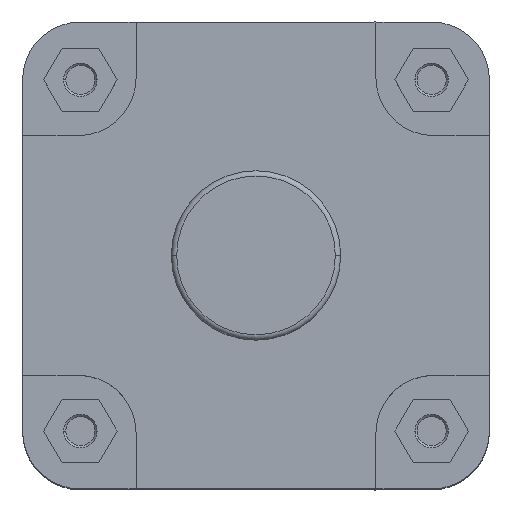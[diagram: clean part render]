
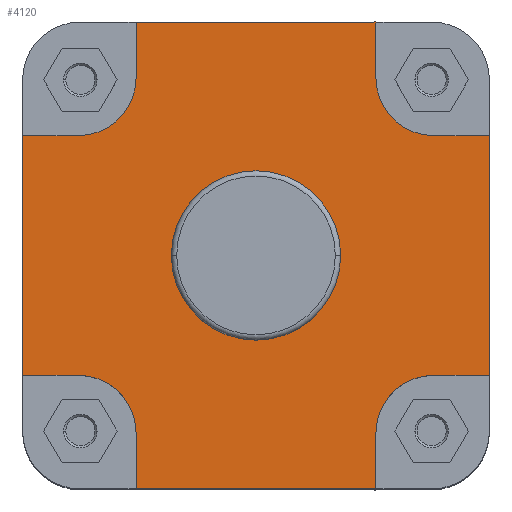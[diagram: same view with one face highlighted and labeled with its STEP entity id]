
A CAD part, top view. The second image highlights one B-rep face of the part: STEP entity #4120.
In plain terms, the highlighted planar face has unit normal (0, 0, 1).
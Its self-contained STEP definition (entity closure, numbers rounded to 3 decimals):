
#69 = VERTEX_POINT ( 'NONE', #488 ) ;
#70 = VERTEX_POINT ( 'NONE', #489 ) ;
#71 = VERTEX_POINT ( 'NONE', #490 ) ;
#73 = VERTEX_POINT ( 'NONE', #492 ) ;
#74 = VERTEX_POINT ( 'NONE', #493 ) ;
#235 = VERTEX_POINT ( 'NONE', #654 ) ;
#243 = VERTEX_POINT ( 'NONE', #666 ) ;
#265 = VERTEX_POINT ( 'NONE', #687 ) ;
#282 = VERTEX_POINT ( 'NONE', #704 ) ;
#283 = VERTEX_POINT ( 'NONE', #705 ) ;
#293 = VERTEX_POINT ( 'NONE', #715 ) ;
#300 = VERTEX_POINT ( 'NONE', #722 ) ;
#302 = VERTEX_POINT ( 'NONE', #724 ) ;
#306 = VERTEX_POINT ( 'NONE', #728 ) ;
#315 = VERTEX_POINT ( 'NONE', #737 ) ;
#319 = VERTEX_POINT ( 'NONE', #741 ) ;
#320 = VERTEX_POINT ( 'NONE', #742 ) ;
#329 = VERTEX_POINT ( 'NONE', #749 ) ;
#488 = CARTESIAN_POINT ( 'NONE',  ( -83.75, 56.5, -65.368 ) ) ;
#489 = CARTESIAN_POINT ( 'NONE',  ( -56.5, 83.75, -65.368 ) ) ;
#490 = CARTESIAN_POINT ( 'NONE',  ( 56.5, 110., -65.368 ) ) ;
#492 = CARTESIAN_POINT ( 'NONE',  ( -56.5, 110., -65.368 ) ) ;
#493 = CARTESIAN_POINT ( 'NONE',  ( 56.5, 83.75, -65.368 ) ) ;
#654 = CARTESIAN_POINT ( 'NONE',  ( -39.9, 0., -65.368 ) ) ;
#666 = CARTESIAN_POINT ( 'NONE',  ( 39.9, 0., -65.368 ) ) ;
#687 = CARTESIAN_POINT ( 'NONE',  ( -110., 56.5, -65.368 ) ) ;
#704 = CARTESIAN_POINT ( 'NONE',  ( -56.5, -110., -65.368 ) ) ;
#705 = CARTESIAN_POINT ( 'NONE',  ( 56.5, -83.75, -65.368 ) ) ;
#715 = CARTESIAN_POINT ( 'NONE',  ( 83.75, -56.5, -65.368 ) ) ;
#722 = CARTESIAN_POINT ( 'NONE',  ( 110., -56.5, -65.368 ) ) ;
#724 = CARTESIAN_POINT ( 'NONE',  ( 110., 56.5, -65.368 ) ) ;
#728 = CARTESIAN_POINT ( 'NONE',  ( -110., -56.5, -65.368 ) ) ;
#737 = CARTESIAN_POINT ( 'NONE',  ( -56.5, -83.75, -65.368 ) ) ;
#741 = CARTESIAN_POINT ( 'NONE',  ( 83.75, 56.5, -65.368 ) ) ;
#742 = CARTESIAN_POINT ( 'NONE',  ( -83.75, -56.5, -65.368 ) ) ;
#749 = CARTESIAN_POINT ( 'NONE',  ( 56.5, -110., -65.368 ) ) ;
#822 = CARTESIAN_POINT ( 'NONE',  ( -83.75, 56.5, -65.368 ) ) ;
#862 = DIRECTION ( 'NONE',  ( 1., 0., 0. ) ) ;
#1713 = EDGE_LOOP ( 'NONE', ( #2168, #2167, #2166, #2165, #2164, #2163, #2162, #2161, #2160, #2159, #2158, #2157, #2156, #2155, #2154, #2153 ) ) ;
#2153 = ORIENTED_EDGE ( 'NONE', *, *, #2955, .F. ) ;
#2154 = ORIENTED_EDGE ( 'NONE', *, *, #3408, .F. ) ;
#2155 = ORIENTED_EDGE ( 'NONE', *, *, #3298, .F. ) ;
#2156 = ORIENTED_EDGE ( 'NONE', *, *, #3382, .F. ) ;
#2157 = ORIENTED_EDGE ( 'NONE', *, *, #3319, .F. ) ;
#2158 = ORIENTED_EDGE ( 'NONE', *, *, #3342, .F. ) ;
#2159 = ORIENTED_EDGE ( 'NONE', *, *, #3402, .F. ) ;
#2160 = ORIENTED_EDGE ( 'NONE', *, *, #3383, .F. ) ;
#2161 = ORIENTED_EDGE ( 'NONE', *, *, #3397, .F. ) ;
#2162 = ORIENTED_EDGE ( 'NONE', *, *, #3378, .F. ) ;
#2163 = ORIENTED_EDGE ( 'NONE', *, *, #3384, .F. ) ;
#2164 = ORIENTED_EDGE ( 'NONE', *, *, #3385, .T. ) ;
#2165 = ORIENTED_EDGE ( 'NONE', *, *, #3390, .F. ) ;
#2166 = ORIENTED_EDGE ( 'NONE', *, *, #3386, .F. ) ;
#2167 = ORIENTED_EDGE ( 'NONE', *, *, #3388, .F. ) ;
#2168 = ORIENTED_EDGE ( 'NONE', *, *, #3387, .T. ) ;
#2169 = ORIENTED_EDGE ( 'NONE', *, *, #3389, .F. ) ;
#2170 = ORIENTED_EDGE ( 'NONE', *, *, #3323, .F. ) ;
#2955 = EDGE_CURVE ( 'NONE', #265, #69, #4220, .T. ) ;
#3298 = EDGE_CURVE ( 'NONE', #70, #73, #4755, .T. ) ;
#3319 = EDGE_CURVE ( 'NONE', #71, #74, #4799, .T. ) ;
#3323 = EDGE_CURVE ( 'NONE', #243, #235, #4807, .T. ) ;
#3342 = EDGE_CURVE ( 'NONE', #74, #319, #4842, .T. ) ;
#3378 = EDGE_CURVE ( 'NONE', #293, #283, #4905, .T. ) ;
#3382 = EDGE_CURVE ( 'NONE', #73, #71, #4904, .T. ) ;
#3383 = EDGE_CURVE ( 'NONE', #302, #300, #4909, .T. ) ;
#3384 = EDGE_CURVE ( 'NONE', #283, #329, #4913, .T. ) ;
#3385 = EDGE_CURVE ( 'NONE', #282, #329, #4902, .T. ) ;
#3386 = EDGE_CURVE ( 'NONE', #315, #320, #4920, .T. ) ;
#3387 = EDGE_CURVE ( 'NONE', #265, #306, #4916, .T. ) ;
#3388 = EDGE_CURVE ( 'NONE', #320, #306, #4921, .T. ) ;
#3389 = EDGE_CURVE ( 'NONE', #235, #243, #4925, .T. ) ;
#3390 = EDGE_CURVE ( 'NONE', #282, #315, #4918, .T. ) ;
#3397 = EDGE_CURVE ( 'NONE', #300, #293, #4933, .T. ) ;
#3402 = EDGE_CURVE ( 'NONE', #319, #302, #4941, .T. ) ;
#3408 = EDGE_CURVE ( 'NONE', #69, #70, #4954, .T. ) ;
#3664 = AXIS2_PLACEMENT_3D ( 'NONE', #5289, #5297, #5298 ) ;
#3669 = AXIS2_PLACEMENT_3D ( 'NONE', #5337, #5338, #5339 ) ;
#3676 = AXIS2_PLACEMENT_3D ( 'NONE', #5401, #5417, #5418 ) ;
#3677 = AXIS2_PLACEMENT_3D ( 'NONE', #5436, #5438, #5439 ) ;
#3680 = AXIS2_PLACEMENT_3D ( 'NONE', #5434, #5444, #5445 ) ;
#3688 = AXIS2_PLACEMENT_3D ( 'NONE', #5481, #5490, #5491 ) ;
#3854 = AXIS2_PLACEMENT_3D ( 'NONE', #6172, #6198, #6199 ) ;
#4120 = ADVANCED_FACE ( 'NONE', ( #6719, #6718 ), #6197, .F. ) ;
#4205 = VECTOR ( 'NONE', #862, 1000. ) ;
#4220 = LINE ( 'NONE', #822, #4205 ) ;
#4739 = VECTOR ( 'NONE', #5238, 1000. ) ;
#4755 = LINE ( 'NONE', #5237, #4739 ) ;
#4799 = LINE ( 'NONE', #5284, #4800 ) ;
#4800 = VECTOR ( 'NONE', #5285, 1000. ) ;
#4807 = CIRCLE ( 'NONE', #3664, 39.9 ) ;
#4842 = CIRCLE ( 'NONE', #3669, 27.25 ) ;
#4902 = LINE ( 'NONE', #5430, #4915 ) ;
#4904 = LINE ( 'NONE', #5428, #4907 ) ;
#4905 = CIRCLE ( 'NONE', #3676, 27.25 ) ;
#4907 = VECTOR ( 'NONE', #5429, 1000. ) ;
#4909 = LINE ( 'NONE', #5423, #4911 ) ;
#4911 = VECTOR ( 'NONE', #5431, 1000. ) ;
#4912 = VECTOR ( 'NONE', #5441, 1000. ) ;
#4913 = LINE ( 'NONE', #5432, #4914 ) ;
#4914 = VECTOR ( 'NONE', #5433, 1000. ) ;
#4915 = VECTOR ( 'NONE', #5435, 1000. ) ;
#4916 = LINE ( 'NONE', #5440, #4912 ) ;
#4918 = LINE ( 'NONE', #5446, #4919 ) ;
#4919 = VECTOR ( 'NONE', #5447, 1000. ) ;
#4920 = CIRCLE ( 'NONE', #3677, 27.25 ) ;
#4921 = LINE ( 'NONE', #5442, #4922 ) ;
#4922 = VECTOR ( 'NONE', #5443, 1000. ) ;
#4925 = CIRCLE ( 'NONE', #3680, 39.9 ) ;
#4933 = LINE ( 'NONE', #5458, #4938 ) ;
#4935 = VECTOR ( 'NONE', #5475, 1000. ) ;
#4938 = VECTOR ( 'NONE', #5462, 1000. ) ;
#4941 = LINE ( 'NONE', #5474, #4935 ) ;
#4954 = CIRCLE ( 'NONE', #3688, 27.25 ) ;
#5237 = CARTESIAN_POINT ( 'NONE',  ( -56.5, 110., -65.368 ) ) ;
#5238 = DIRECTION ( 'NONE',  ( 0., 1., 0. ) ) ;
#5284 = CARTESIAN_POINT ( 'NONE',  ( 56.5, 83.75, -65.368 ) ) ;
#5285 = DIRECTION ( 'NONE',  ( 0., -1., 0. ) ) ;
#5289 = CARTESIAN_POINT ( 'NONE',  ( 0., 0., -65.368 ) ) ;
#5297 = DIRECTION ( 'NONE',  ( 0., 0., 1. ) ) ;
#5298 = DIRECTION ( 'NONE',  ( 1., 0., 0. ) ) ;
#5337 = CARTESIAN_POINT ( 'NONE',  ( 83.75, 83.75, -65.368 ) ) ;
#5338 = DIRECTION ( 'NONE',  ( 0., 0., 1. ) ) ;
#5339 = DIRECTION ( 'NONE',  ( -1., 0., 0. ) ) ;
#5401 = CARTESIAN_POINT ( 'NONE',  ( 83.75, -83.75, -65.368 ) ) ;
#5417 = DIRECTION ( 'NONE',  ( 0., 0., 1. ) ) ;
#5418 = DIRECTION ( 'NONE',  ( -1., 0., 0. ) ) ;
#5423 = CARTESIAN_POINT ( 'NONE',  ( 110., -242.141, -65.368 ) ) ;
#5428 = CARTESIAN_POINT ( 'NONE',  ( 0., 110., -65.368 ) ) ;
#5429 = DIRECTION ( 'NONE',  ( 1., 0., 0. ) ) ;
#5430 = CARTESIAN_POINT ( 'NONE',  ( 0., -110., -65.368 ) ) ;
#5431 = DIRECTION ( 'NONE',  ( 0., -1., 0. ) ) ;
#5432 = CARTESIAN_POINT ( 'NONE',  ( 56.5, -110., -65.368 ) ) ;
#5433 = DIRECTION ( 'NONE',  ( 0., -1., 0. ) ) ;
#5434 = CARTESIAN_POINT ( 'NONE',  ( 0., 0., -65.368 ) ) ;
#5435 = DIRECTION ( 'NONE',  ( 1., 0., 0. ) ) ;
#5436 = CARTESIAN_POINT ( 'NONE',  ( -83.75, -83.75, -65.368 ) ) ;
#5438 = DIRECTION ( 'NONE',  ( 0., 0., 1. ) ) ;
#5439 = DIRECTION ( 'NONE',  ( -1., 0., 0. ) ) ;
#5440 = CARTESIAN_POINT ( 'NONE',  ( -110., -242.141, -65.368 ) ) ;
#5441 = DIRECTION ( 'NONE',  ( 0., -1., 0. ) ) ;
#5442 = CARTESIAN_POINT ( 'NONE',  ( -110., -56.5, -65.368 ) ) ;
#5443 = DIRECTION ( 'NONE',  ( -1., 0., 0. ) ) ;
#5444 = DIRECTION ( 'NONE',  ( 0., 0., 1. ) ) ;
#5445 = DIRECTION ( 'NONE',  ( 1., 0., 0. ) ) ;
#5446 = CARTESIAN_POINT ( 'NONE',  ( -56.5, -83.75, -65.368 ) ) ;
#5447 = DIRECTION ( 'NONE',  ( 0., 1., 0. ) ) ;
#5458 = CARTESIAN_POINT ( 'NONE',  ( 83.75, -56.5, -65.368 ) ) ;
#5462 = DIRECTION ( 'NONE',  ( -1., 0., 0. ) ) ;
#5474 = CARTESIAN_POINT ( 'NONE',  ( 110., 56.5, -65.368 ) ) ;
#5475 = DIRECTION ( 'NONE',  ( 1., 0., 0. ) ) ;
#5481 = CARTESIAN_POINT ( 'NONE',  ( -83.75, 83.75, -65.368 ) ) ;
#5490 = DIRECTION ( 'NONE',  ( 0., 0., 1. ) ) ;
#5491 = DIRECTION ( 'NONE',  ( -1., 0., 0. ) ) ;
#6172 = CARTESIAN_POINT ( 'NONE',  ( 0., 39.9, -65.368 ) ) ;
#6197 = PLANE ( 'NONE',  #3854 ) ;
#6198 = DIRECTION ( 'NONE',  ( 0., 0., -1. ) ) ;
#6199 = DIRECTION ( 'NONE',  ( -1., 0., 0. ) ) ;
#6521 = EDGE_LOOP ( 'NONE', ( #2170, #2169 ) ) ;
#6718 = FACE_OUTER_BOUND ( 'NONE', #1713, .T. ) ;
#6719 = FACE_BOUND ( 'NONE', #6521, .T. ) ;
